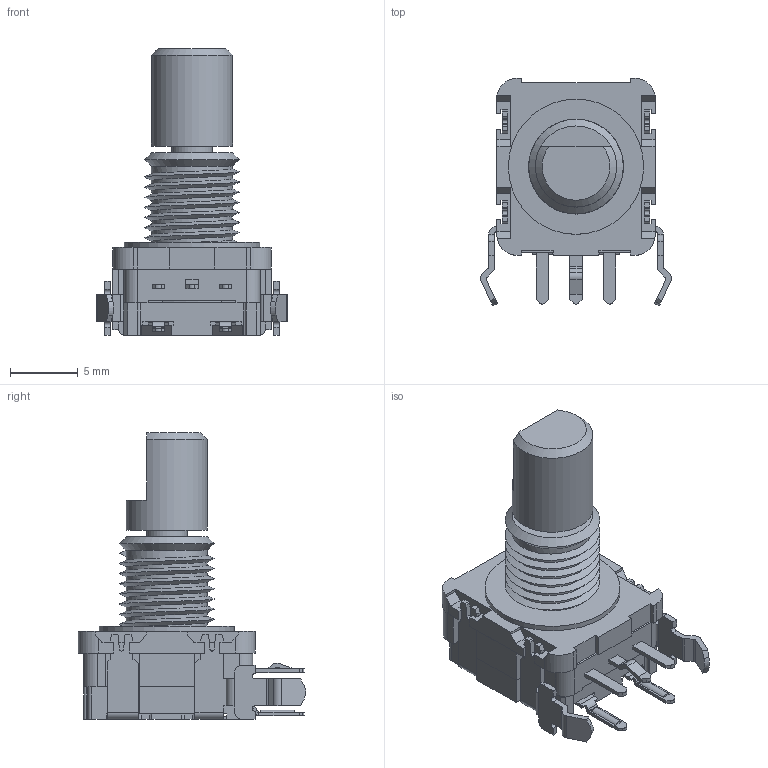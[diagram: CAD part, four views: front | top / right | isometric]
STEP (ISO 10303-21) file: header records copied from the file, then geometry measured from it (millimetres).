
FILE_DESCRIPTION(/* description */ (''),/* implementation_level */ '2;1');
FILE_NAME(/* name */ 'PRS11R-220F-Sxxxx.stp',/* time_stamp */ '2020-03-26T13:31:42+08:00',/* author */ ('jia'),/* organization */ (''),/* preprocessor_version */ 'ST-DEVELOPER v15.2',/* originating_system */ 'Autodesk Inventor 2014',/* authorisation */ '');
FILE_SCHEMA (('AUTOMOTIVE_DESIGN { 1 0 10303 214 3 1 1 }'));
Length unit declared in the file: millimetre
Products named in the file (6): 3NB619; 2R31198; 2R601881H-20190730; PN4F19FCS; 2N0211F2; PRS11R-220F-Sxxxx
Bounding box: 14.1 x 16.82 x 21.2 mm (x, y, z)
Volume: 960.4 mm3; surface area: 2402.1 mm2
Topology: 5 solids, 5 shells, 806 faces, 2168 edges, 1413 vertices
Faces by surface type: plane 554, cylinder 217, cone 31, bspline 2, sphere 1, torus 1
Full cylindrical faces by diameter (mm): 0.62 x2, 0.79 x4, 0.85 x4, 1.2 x4, 2.4 x1, 3 x1, 3.04 x1, 4.7 x1, 5.2 x1, 6 x1, 8.5 x1, 9.8 x1, 10 x1
Entity records: 25602 total; most frequent: CARTESIAN_POINT 5011, ORIENTED_EDGE 4244, DIRECTION 4236, EDGE_CURVE 2122, LINE 1608, VECTOR 1608, VERTEX_POINT 1408, AXIS2_PLACEMENT_3D 1314
